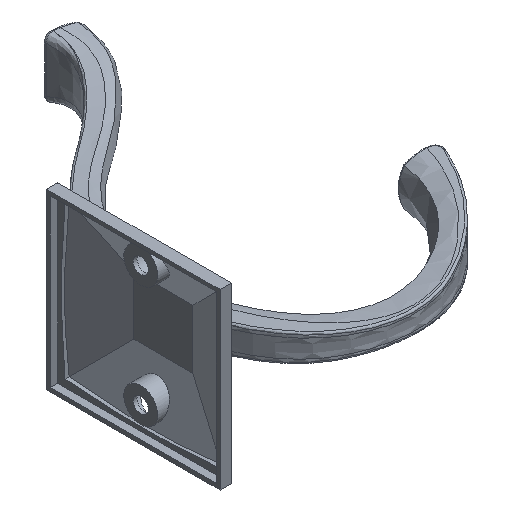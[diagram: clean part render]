
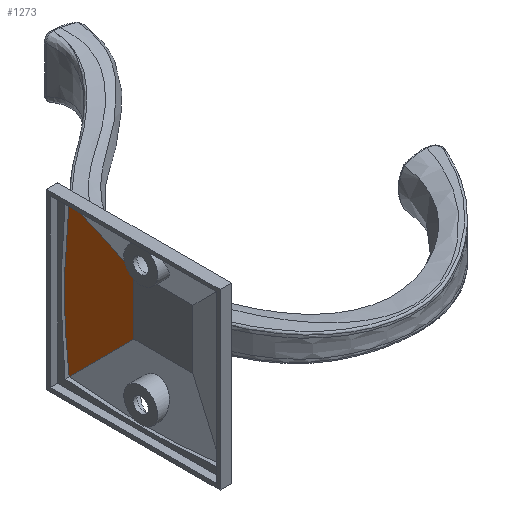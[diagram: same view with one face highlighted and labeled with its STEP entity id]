
A CAD part, isometric view. The second image highlights one B-rep face of the part: STEP entity #1273.
In plain terms, the highlighted planar face has unit normal (-0.928, -0.371, 0).
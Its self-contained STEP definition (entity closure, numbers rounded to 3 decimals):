
#45=ELLIPSE('',#1362,236.947,220.);
#79=LINE('',#8128,#143);
#80=LINE('',#8131,#144);
#89=LINE('',#8148,#153);
#143=VECTOR('',#1544,10.);
#144=VECTOR('',#1547,10.);
#153=VECTOR('',#1564,10.);
#203=PLANE('',#1374);
#276=FACE_OUTER_BOUND('',#360,.T.);
#360=EDGE_LOOP('',(#1084,#1085,#1086,#1087));
#578=VERTEX_POINT('',#8096);
#580=VERTEX_POINT('',#8102);
#588=VERTEX_POINT('',#8126);
#589=VERTEX_POINT('',#8130);
#743=EDGE_CURVE('',#578,#580,#45,.F.);
#756=EDGE_CURVE('',#588,#578,#79,.F.);
#757=EDGE_CURVE('',#580,#589,#80,.F.);
#766=EDGE_CURVE('',#588,#589,#89,.T.);
#1084=ORIENTED_EDGE('',*,*,#743,.F.);
#1085=ORIENTED_EDGE('',*,*,#756,.F.);
#1086=ORIENTED_EDGE('',*,*,#766,.T.);
#1087=ORIENTED_EDGE('',*,*,#757,.F.);
#1273=ADVANCED_FACE('',(#276),#203,.T.);
#1362=AXIS2_PLACEMENT_3D('',#8103,#1519,#1520);
#1374=AXIS2_PLACEMENT_3D('',#8147,#1562,#1563);
#1519=DIRECTION('center_axis',(-0.928,-0.371,0.));
#1520=DIRECTION('ref_axis',(0.371,-0.928,0.));
#1544=DIRECTION('',(0.272,-0.68,0.68));
#1547=DIRECTION('',(-0.272,0.68,0.68));
#1562=DIRECTION('center_axis',(-0.928,-0.371,0.));
#1563=DIRECTION('ref_axis',(-0.371,0.928,0.));
#1564=DIRECTION('',(0.,0.,1.));
#8096=CARTESIAN_POINT('',(-53.767,-23.036,-20.082));
#8102=CARTESIAN_POINT('',(-53.767,-23.036,20.082));
#8103=CARTESIAN_POINT('Origin',(33.865,-242.117,0.));
#8126=CARTESIAN_POINT('',(-48.858,-35.31,-7.807));
#8128=CARTESIAN_POINT('',(-47.373,-39.021,-4.097));
#8130=CARTESIAN_POINT('',(-48.858,-35.31,7.807));
#8131=CARTESIAN_POINT('',(-47.373,-39.021,4.097));
#8147=CARTESIAN_POINT('Origin',(-48.786,-35.489,23.));
#8148=CARTESIAN_POINT('',(-48.858,-35.31,11.5));
